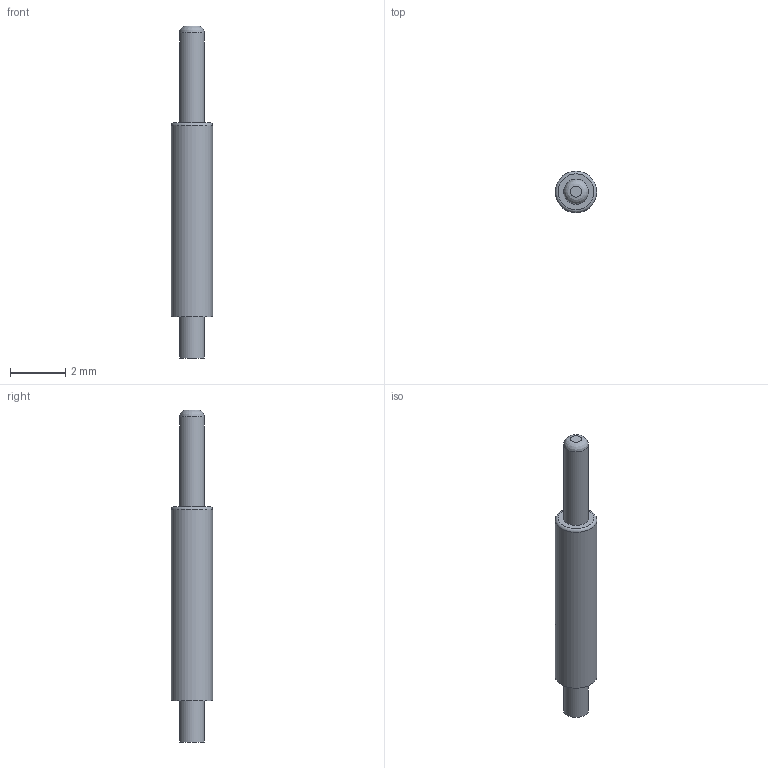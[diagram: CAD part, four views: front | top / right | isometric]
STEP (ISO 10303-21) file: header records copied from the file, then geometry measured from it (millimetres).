
FILE_DESCRIPTION(/* description */ (''),/* implementation_level */ '2;1');
FILE_NAME(/* name */ '',/* time_stamp */ '2023-09-18T23:31:03+08:00',/* author */ (''),/* organization */ (''),/* preprocessor_version */ 'ST-DEVELOPER v20',/* originating_system */ 'Autodesk Translation Framework v12.9.0.99',/* authorisation */ '');
FILE_SCHEMA (('AUTOMOTIVE_DESIGN { 1 0 10303 214 3 1 1 }'));
Length unit declared in the file: millimetre
Products named in the file (1): 电流顶针
Bounding box: 1.5 x 1.5 x 12 mm (x, y, z)
Volume: 15.5 mm3; surface area: 50.1 mm2
Topology: 1 solids, 1 shells, 9 faces, 15 edges, 10 vertices
Faces by surface type: plane 4, cylinder 3, torus 1, bspline 1
Full cylindrical faces by diameter (mm): 0.9 x2, 1.5 x1
Entity records: 276 total; most frequent: CARTESIAN_POINT 61, DIRECTION 45, ORIENTED_EDGE 30, AXIS2_PLACEMENT_3D 21, EDGE_CURVE 15, CIRCLE 12, EDGE_LOOP 11, VERTEX_POINT 10
